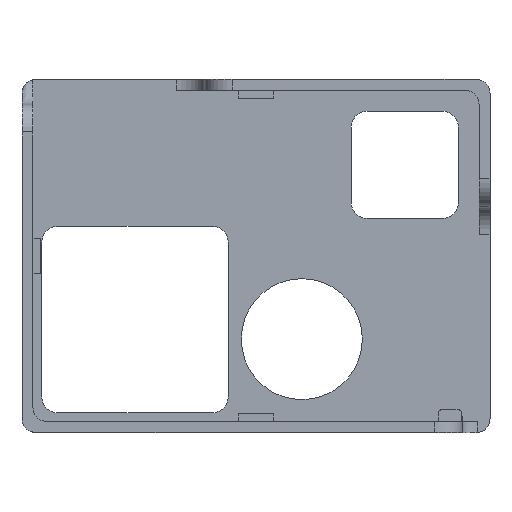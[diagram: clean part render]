
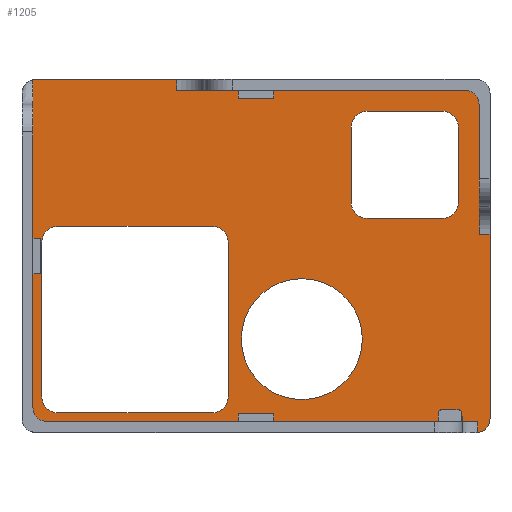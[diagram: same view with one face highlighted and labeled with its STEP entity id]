
A CAD part, top view. The second image highlights one B-rep face of the part: STEP entity #1205.
In plain terms, the highlighted planar face has unit normal (0, 0, 1).
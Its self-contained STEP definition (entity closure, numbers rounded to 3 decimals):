
#19=FACE_BOUND('',#177,.T.);
#20=FACE_BOUND('',#178,.T.);
#21=FACE_BOUND('',#179,.T.);
#55=PLANE('',#1321);
#111=FACE_OUTER_BOUND('',#176,.T.);
#176=EDGE_LOOP('',(#966,#967,#968,#969,#970,#971,#972,#973,#974,#975,#976,
#977,#978));
#177=EDGE_LOOP('',(#979));
#178=EDGE_LOOP('',(#980,#981,#982,#983,#984,#985,#986,#987));
#179=EDGE_LOOP('',(#988,#989,#990,#991,#992,#993,#994,#995));
#217=LINE('',#1724,#335);
#220=LINE('',#1735,#338);
#224=LINE('',#1747,#342);
#227=LINE('',#1756,#345);
#233=LINE('',#1772,#351);
#237=LINE('',#1784,#355);
#241=LINE('',#1796,#359);
#243=LINE('',#1804,#361);
#251=LINE('',#1825,#369);
#261=LINE('',#1856,#379);
#273=LINE('',#1901,#391);
#287=LINE('',#1983,#405);
#290=LINE('',#2125,#408);
#292=LINE('',#2131,#410);
#293=LINE('',#2135,#411);
#294=LINE('',#2138,#412);
#295=LINE('',#2142,#413);
#335=VECTOR('',#1380,10.);
#338=VECTOR('',#1391,10.);
#342=VECTOR('',#1403,10.);
#345=VECTOR('',#1414,10.);
#351=VECTOR('',#1428,10.);
#355=VECTOR('',#1440,10.);
#359=VECTOR('',#1452,10.);
#361=VECTOR('',#1462,10.);
#369=VECTOR('',#1478,10.);
#379=VECTOR('',#1504,10.);
#391=VECTOR('',#1532,10.);
#405=VECTOR('',#1566,10.);
#408=VECTOR('',#1581,10.);
#410=VECTOR('',#1589,10.);
#411=VECTOR('',#1594,10.);
#412=VECTOR('',#1597,10.);
#413=VECTOR('',#1602,10.);
#449=CIRCLE('',#1249,15.25);
#451=CIRCLE('',#1252,4.);
#453=CIRCLE('',#1256,4.);
#455=CIRCLE('',#1260,4.);
#457=CIRCLE('',#1264,4.);
#459=CIRCLE('',#1268,4.);
#461=CIRCLE('',#1272,4.);
#463=CIRCLE('',#1276,4.);
#465=CIRCLE('',#1280,4.);
#487=CIRCLE('',#1322,3.5);
#488=CIRCLE('',#1323,3.5);
#489=CIRCLE('',#1324,3.5);
#490=CIRCLE('',#1325,3.5);
#498=VERTEX_POINT('',#1707);
#501=VERTEX_POINT('',#1714);
#502=VERTEX_POINT('',#1716);
#504=VERTEX_POINT('',#1722);
#507=VERTEX_POINT('',#1729);
#508=VERTEX_POINT('',#1731);
#511=VERTEX_POINT('',#1741);
#512=VERTEX_POINT('',#1743);
#514=VERTEX_POINT('',#1752);
#517=VERTEX_POINT('',#1762);
#518=VERTEX_POINT('',#1764);
#520=VERTEX_POINT('',#1770);
#522=VERTEX_POINT('',#1776);
#524=VERTEX_POINT('',#1782);
#526=VERTEX_POINT('',#1788);
#528=VERTEX_POINT('',#1794);
#530=VERTEX_POINT('',#1800);
#538=VERTEX_POINT('',#1822);
#539=VERTEX_POINT('',#1824);
#551=VERTEX_POINT('',#1853);
#552=VERTEX_POINT('',#1855);
#566=VERTEX_POINT('',#1898);
#567=VERTEX_POINT('',#1900);
#583=VERTEX_POINT('',#1976);
#585=VERTEX_POINT('',#1982);
#589=VERTEX_POINT('',#2121);
#591=VERTEX_POINT('',#2129);
#592=VERTEX_POINT('',#2134);
#593=VERTEX_POINT('',#2136);
#594=VERTEX_POINT('',#2140);
#617=EDGE_CURVE('',#498,#498,#449,.T.);
#620=EDGE_CURVE('',#501,#502,#451,.T.);
#624=EDGE_CURVE('',#501,#504,#217,.T.);
#627=EDGE_CURVE('',#507,#508,#453,.T.);
#629=EDGE_CURVE('',#507,#502,#220,.T.);
#633=EDGE_CURVE('',#511,#512,#455,.T.);
#635=EDGE_CURVE('',#511,#508,#224,.T.);
#639=EDGE_CURVE('',#514,#504,#457,.T.);
#640=EDGE_CURVE('',#514,#512,#227,.T.);
#644=EDGE_CURVE('',#517,#518,#459,.T.);
#648=EDGE_CURVE('',#517,#520,#233,.T.);
#651=EDGE_CURVE('',#522,#520,#461,.T.);
#654=EDGE_CURVE('',#522,#524,#237,.T.);
#657=EDGE_CURVE('',#526,#524,#463,.T.);
#660=EDGE_CURVE('',#526,#528,#241,.T.);
#663=EDGE_CURVE('',#530,#528,#465,.T.);
#664=EDGE_CURVE('',#530,#518,#243,.T.);
#674=EDGE_CURVE('',#538,#539,#251,.T.);
#689=EDGE_CURVE('',#552,#551,#261,.T.);
#707=EDGE_CURVE('',#566,#567,#273,.T.);
#730=EDGE_CURVE('',#583,#585,#287,.T.);
#740=EDGE_CURVE('',#539,#589,#290,.T.);
#743=EDGE_CURVE('',#591,#566,#292,.T.);
#744=EDGE_CURVE('',#567,#583,#487,.T.);
#745=EDGE_CURVE('',#591,#592,#293,.T.);
#746=EDGE_CURVE('',#592,#593,#488,.T.);
#747=EDGE_CURVE('',#593,#589,#294,.T.);
#748=EDGE_CURVE('',#552,#538,#489,.T.);
#749=EDGE_CURVE('',#551,#594,#490,.T.);
#750=EDGE_CURVE('',#594,#585,#295,.T.);
#966=ORIENTED_EDGE('',*,*,#730,.F.);
#967=ORIENTED_EDGE('',*,*,#744,.F.);
#968=ORIENTED_EDGE('',*,*,#707,.F.);
#969=ORIENTED_EDGE('',*,*,#743,.F.);
#970=ORIENTED_EDGE('',*,*,#745,.T.);
#971=ORIENTED_EDGE('',*,*,#746,.T.);
#972=ORIENTED_EDGE('',*,*,#747,.T.);
#973=ORIENTED_EDGE('',*,*,#740,.F.);
#974=ORIENTED_EDGE('',*,*,#674,.F.);
#975=ORIENTED_EDGE('',*,*,#748,.F.);
#976=ORIENTED_EDGE('',*,*,#689,.T.);
#977=ORIENTED_EDGE('',*,*,#749,.T.);
#978=ORIENTED_EDGE('',*,*,#750,.T.);
#979=ORIENTED_EDGE('',*,*,#617,.T.);
#980=ORIENTED_EDGE('',*,*,#654,.T.);
#981=ORIENTED_EDGE('',*,*,#657,.F.);
#982=ORIENTED_EDGE('',*,*,#660,.T.);
#983=ORIENTED_EDGE('',*,*,#663,.F.);
#984=ORIENTED_EDGE('',*,*,#664,.T.);
#985=ORIENTED_EDGE('',*,*,#644,.F.);
#986=ORIENTED_EDGE('',*,*,#648,.T.);
#987=ORIENTED_EDGE('',*,*,#651,.F.);
#988=ORIENTED_EDGE('',*,*,#640,.T.);
#989=ORIENTED_EDGE('',*,*,#633,.F.);
#990=ORIENTED_EDGE('',*,*,#635,.T.);
#991=ORIENTED_EDGE('',*,*,#627,.F.);
#992=ORIENTED_EDGE('',*,*,#629,.T.);
#993=ORIENTED_EDGE('',*,*,#620,.F.);
#994=ORIENTED_EDGE('',*,*,#624,.T.);
#995=ORIENTED_EDGE('',*,*,#639,.F.);
#1205=ADVANCED_FACE('',(#111,#19,#20,#21),#55,.T.);
#1249=AXIS2_PLACEMENT_3D('',#1709,#1366,#1367);
#1252=AXIS2_PLACEMENT_3D('',#1717,#1373,#1374);
#1256=AXIS2_PLACEMENT_3D('',#1732,#1386,#1387);
#1260=AXIS2_PLACEMENT_3D('',#1744,#1398,#1399);
#1264=AXIS2_PLACEMENT_3D('',#1754,#1410,#1411);
#1268=AXIS2_PLACEMENT_3D('',#1765,#1421,#1422);
#1272=AXIS2_PLACEMENT_3D('',#1778,#1434,#1435);
#1276=AXIS2_PLACEMENT_3D('',#1790,#1446,#1447);
#1280=AXIS2_PLACEMENT_3D('',#1802,#1458,#1459);
#1321=AXIS2_PLACEMENT_3D('',#2132,#1590,#1591);
#1322=AXIS2_PLACEMENT_3D('',#2133,#1592,#1593);
#1323=AXIS2_PLACEMENT_3D('',#2137,#1595,#1596);
#1324=AXIS2_PLACEMENT_3D('',#2139,#1598,#1599);
#1325=AXIS2_PLACEMENT_3D('',#2141,#1600,#1601);
#1366=DIRECTION('center_axis',(0.,0.,-1.));
#1367=DIRECTION('ref_axis',(1.,0.,0.));
#1373=DIRECTION('center_axis',(0.,0.,1.));
#1374=DIRECTION('ref_axis',(-0.707,0.707,0.));
#1380=DIRECTION('',(1.,0.,0.));
#1386=DIRECTION('center_axis',(0.,0.,1.));
#1387=DIRECTION('ref_axis',(-0.707,-0.707,0.));
#1391=DIRECTION('',(0.,1.,0.));
#1398=DIRECTION('center_axis',(0.,0.,1.));
#1399=DIRECTION('ref_axis',(0.707,-0.707,0.));
#1403=DIRECTION('',(-1.,0.,0.));
#1410=DIRECTION('center_axis',(0.,0.,1.));
#1411=DIRECTION('ref_axis',(0.707,0.707,0.));
#1414=DIRECTION('',(0.,-1.,0.));
#1421=DIRECTION('center_axis',(0.,0.,1.));
#1422=DIRECTION('ref_axis',(0.707,-0.707,0.));
#1428=DIRECTION('',(-1.,0.,0.));
#1434=DIRECTION('center_axis',(0.,0.,1.));
#1435=DIRECTION('ref_axis',(-0.707,-0.707,0.));
#1440=DIRECTION('',(0.,1.,0.));
#1446=DIRECTION('center_axis',(0.,0.,1.));
#1447=DIRECTION('ref_axis',(-0.707,0.707,0.));
#1452=DIRECTION('',(1.,0.,0.));
#1458=DIRECTION('center_axis',(0.,0.,1.));
#1459=DIRECTION('ref_axis',(0.707,0.707,0.));
#1462=DIRECTION('',(0.,-1.,0.));
#1478=DIRECTION('',(1.,0.,0.));
#1504=DIRECTION('',(0.,-1.,0.));
#1532=DIRECTION('',(0.,-1.,0.));
#1566=DIRECTION('',(0.,1.,0.));
#1581=DIRECTION('',(0.,-1.,0.));
#1589=DIRECTION('',(1.,0.,0.));
#1590=DIRECTION('center_axis',(0.,0.,1.));
#1591=DIRECTION('ref_axis',(1.,0.,0.));
#1592=DIRECTION('center_axis',(0.,0.,-1.));
#1593=DIRECTION('ref_axis',(0.707,-0.707,0.));
#1594=DIRECTION('',(0.,1.,0.));
#1595=DIRECTION('center_axis',(0.,0.,1.));
#1596=DIRECTION('ref_axis',(0.707,0.707,0.));
#1597=DIRECTION('',(-1.,0.,0.));
#1598=DIRECTION('center_axis',(0.,0.,-1.));
#1599=DIRECTION('ref_axis',(-0.707,0.707,0.));
#1600=DIRECTION('center_axis',(0.,0.,1.));
#1601=DIRECTION('ref_axis',(-0.707,-0.707,0.));
#1602=DIRECTION('',(1.,0.,0.));
#1707=CARTESIAN_POINT('',(-3.7,-20.95,1.));
#1709=CARTESIAN_POINT('Origin',(11.55,-20.95,1.));
#1714=CARTESIAN_POINT('',(-50.,7.5,1.));
#1716=CARTESIAN_POINT('',(-54.,3.5,1.));
#1717=CARTESIAN_POINT('Origin',(-50.,3.5,1.));
#1722=CARTESIAN_POINT('',(-11.,7.5,1.));
#1724=CARTESIAN_POINT('',(-3.5,7.5,1.));
#1729=CARTESIAN_POINT('',(-54.,-35.5,1.));
#1731=CARTESIAN_POINT('',(-50.,-39.5,1.));
#1732=CARTESIAN_POINT('Origin',(-50.,-35.5,1.));
#1735=CARTESIAN_POINT('',(-54.,3.75,1.));
#1741=CARTESIAN_POINT('',(-11.,-39.5,1.));
#1743=CARTESIAN_POINT('',(-7.,-35.5,1.));
#1744=CARTESIAN_POINT('Origin',(-11.,-35.5,1.));
#1747=CARTESIAN_POINT('',(-27.,-39.5,1.));
#1752=CARTESIAN_POINT('',(-7.,3.5,1.));
#1754=CARTESIAN_POINT('Origin',(-11.,3.5,1.));
#1756=CARTESIAN_POINT('',(-7.,-19.75,1.));
#1762=CARTESIAN_POINT('',(47.,9.5,1.));
#1764=CARTESIAN_POINT('',(51.,13.5,1.));
#1765=CARTESIAN_POINT('Origin',(47.,13.5,1.));
#1770=CARTESIAN_POINT('',(28.,9.5,1.));
#1772=CARTESIAN_POINT('',(12.,9.5,1.));
#1776=CARTESIAN_POINT('',(24.,13.5,1.));
#1778=CARTESIAN_POINT('Origin',(28.,13.5,1.));
#1782=CARTESIAN_POINT('',(24.,32.5,1.));
#1784=CARTESIAN_POINT('',(24.,18.25,1.));
#1788=CARTESIAN_POINT('',(28.,36.5,1.));
#1790=CARTESIAN_POINT('Origin',(28.,32.5,1.));
#1794=CARTESIAN_POINT('',(47.,36.5,1.));
#1796=CARTESIAN_POINT('',(25.5,36.5,1.));
#1800=CARTESIAN_POINT('',(51.,32.5,1.));
#1802=CARTESIAN_POINT('Origin',(47.,32.5,1.));
#1804=CARTESIAN_POINT('',(51.,4.75,1.));
#1822=CARTESIAN_POINT('',(-55.5,44.5,1.));
#1824=CARTESIAN_POINT('',(-20.,44.5,1.));
#1825=CARTESIAN_POINT('',(11.5,44.5,1.));
#1853=CARTESIAN_POINT('',(-56.25,-38.25,1.));
#1855=CARTESIAN_POINT('',(-56.25,44.419,1.));
#1856=CARTESIAN_POINT('',(-56.25,-20.875,1.));
#1898=CARTESIAN_POINT('',(59.,5.5,1.));
#1900=CARTESIAN_POINT('',(59.,-41.,1.));
#1901=CARTESIAN_POINT('',(59.,-30.25,1.));
#1976=CARTESIAN_POINT('',(55.95,-44.471,1.));
#1982=CARTESIAN_POINT('',(55.95,-41.75,1.));
#1983=CARTESIAN_POINT('',(55.95,-22.25,1.));
#2121=CARTESIAN_POINT('',(-20.,41.75,1.));
#2125=CARTESIAN_POINT('',(-20.,22.25,1.));
#2129=CARTESIAN_POINT('',(56.25,5.5,1.));
#2131=CARTESIAN_POINT('',(28.125,5.5,1.));
#2132=CARTESIAN_POINT('Origin',(0.,0.,
1.));
#2133=CARTESIAN_POINT('Origin',(55.5,-41.,1.));
#2134=CARTESIAN_POINT('',(56.25,38.25,1.));
#2135=CARTESIAN_POINT('',(56.25,20.875,1.));
#2136=CARTESIAN_POINT('',(52.75,41.75,1.));
#2137=CARTESIAN_POINT('Origin',(52.75,38.25,1.));
#2138=CARTESIAN_POINT('',(-28.125,41.75,1.));
#2139=CARTESIAN_POINT('Origin',(-55.5,41.,1.));
#2140=CARTESIAN_POINT('',(-52.75,-41.75,1.));
#2141=CARTESIAN_POINT('Origin',(-52.75,-38.25,1.));
#2142=CARTESIAN_POINT('',(22.975,-41.75,1.));
